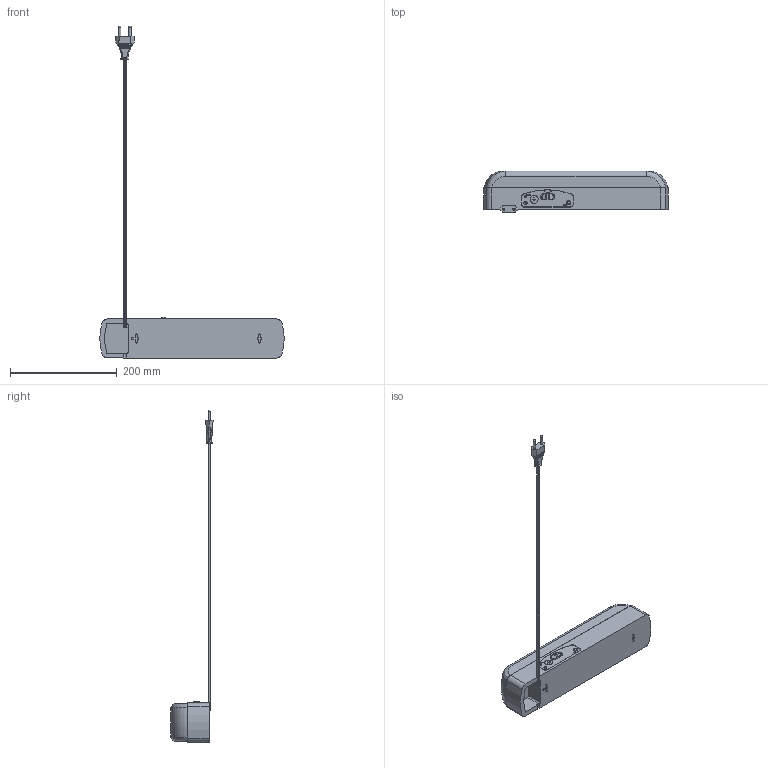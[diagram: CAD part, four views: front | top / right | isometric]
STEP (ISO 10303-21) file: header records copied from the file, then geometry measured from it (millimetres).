
FILE_DESCRIPTION (( 'STEP AP203' ), '1' );
FILE_NAME ('LDBA0-3926-36-K01 Ñâåòèëüíèê ÄÁÀ 3926, àêêóìóëÿòîð, 4÷, 36LED, IEK.STEP', '2017-08-30T13:18:55', ( '' ), ( '' ), 'SwSTEP 2.0', 'SolidWorks 2014', '' );
FILE_SCHEMA (( 'CONFIG_CONTROL_DESIGN' ));
Length unit declared in the file: millimetre
Products named in the file (1): LDBA0-3926-36-K01 Ñâåòèëüíèê ÄÁÀ 3926, àêêóìóëÿòîð, 4÷, 36LED, IEK
Bounding box: 345 x 78.99 x 620.99 mm (x, y, z)
Volume: 1182173.8 mm3; surface area: 172215.9 mm2
Topology: 1 solids, 1 shells, 597 faces, 1497 edges, 903 vertices
Faces by surface type: plane 227, bspline 168, cylinder 135, sphere 60, torus 7
Full cylindrical faces by diameter (mm): 1 x1, 3.6 x1, 4 x3, 6 x1, 7.6 x1, 8 x1, 15 x1
Entity records: 23525 total; most frequent: CARTESIAN_POINT 10742, ORIENTED_EDGE 2822, DIRECTION 2294, EDGE_CURVE 1411, VERTEX_POINT 867, AXIS2_PLACEMENT_3D 787, VECTOR 720, LINE 720
